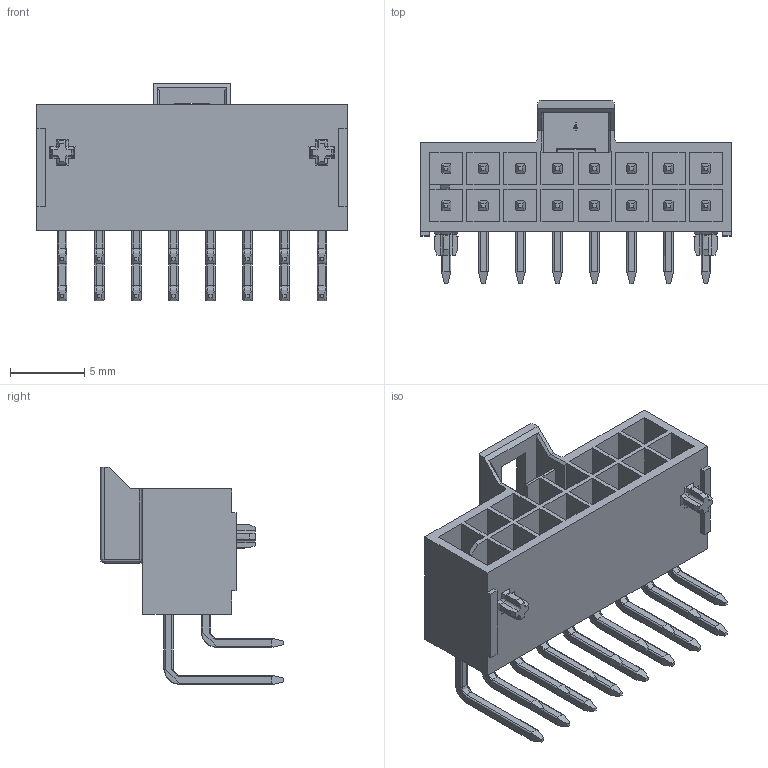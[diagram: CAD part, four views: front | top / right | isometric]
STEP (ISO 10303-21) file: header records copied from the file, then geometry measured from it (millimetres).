
FILE_DESCRIPTION( ('This file contains a STEP AP42 implementation' ,'as created by ZW3D STEP Interface translator.') ,'2;1' );
FILE_NAME( 'WF2508-2WRH08XXBA1.stp' ,'24 1 4.15 235', (''), ('ZWCAD Software Co.'), 'Version 1.0', 'ZW3D to STEP translator', '' );
FILE_SCHEMA(('AUTOMOTIVE_DESIGN { 1 0 10303 214 1 1 1 1 }'));
Length unit declared in the file: millimetre
Products named in the file (2): 0; WF2508-2WRH08XXBA1
Bounding box: 20.94 x 12.34 x 14.66 mm (x, y, z)
Volume: 691.5 mm3
Topology: 1 solids, 3 shells, 984 faces, 2550 edges, 1640 vertices
Faces by surface type: plane 612, cylinder 274, torus 66, bspline 22, sphere 10
Entity records: 37155 total; most frequent: CARTESIAN_POINT 12105, ORIENTED_EDGE 5106, DIRECTION 4729, EDGE_CURVE 2553, VECTOR 1767, LINE 1767, VERTEX_POINT 1642, AXIS2_PLACEMENT_3D 1481
